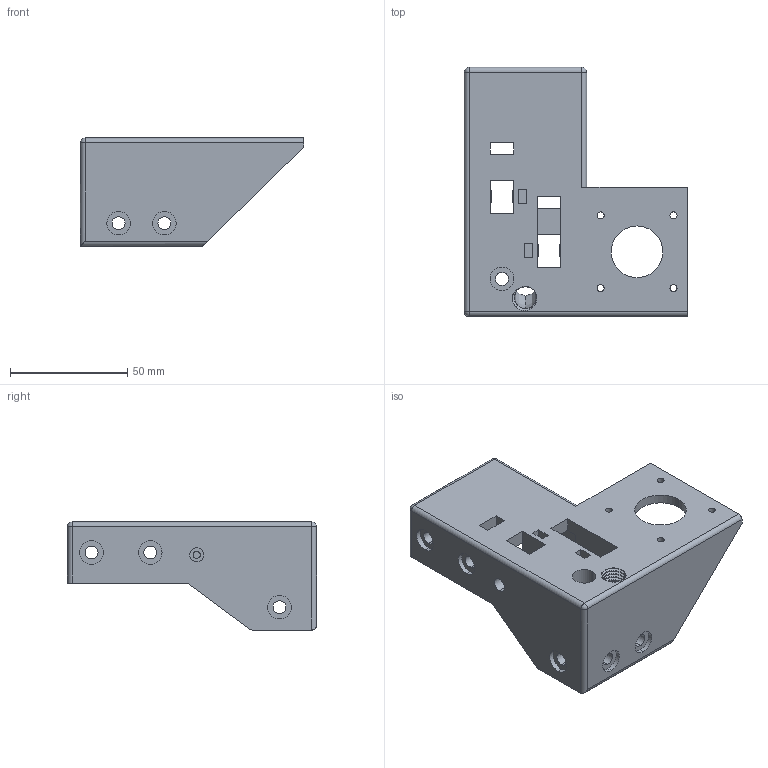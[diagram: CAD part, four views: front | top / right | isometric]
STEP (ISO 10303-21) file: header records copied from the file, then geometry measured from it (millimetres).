
FILE_DESCRIPTION (( 'STEP AP214' ), '1' );
FILE_NAME ('1-Rear_Idler_Right_V5.STEP', '2019-04-10T17:18:17', ( '' ), ( '' ), 'SwSTEP 2.0', 'SolidWorks 2018', '' );
FILE_SCHEMA (( 'AUTOMOTIVE_DESIGN' ));
Length unit declared in the file: millimetre
Products named in the file (1): 1-Rear_Idler_Right_V5
Bounding box: 95 x 106 x 46 mm (x, y, z)
Volume: 116530.6 mm3; surface area: 39093.4 mm2
Topology: 1 solids, 1 shells, 192 faces, 513 edges, 335 vertices
Faces by surface type: plane 91, cylinder 85, cone 8, bspline 5, sphere 3
Entity records: 8177 total; most frequent: CARTESIAN_POINT 3256, ORIENTED_EDGE 1020, DIRECTION 997, EDGE_CURVE 510, AXIS2_PLACEMENT_3D 345, VERTEX_POINT 335, LINE 307, VECTOR 307
